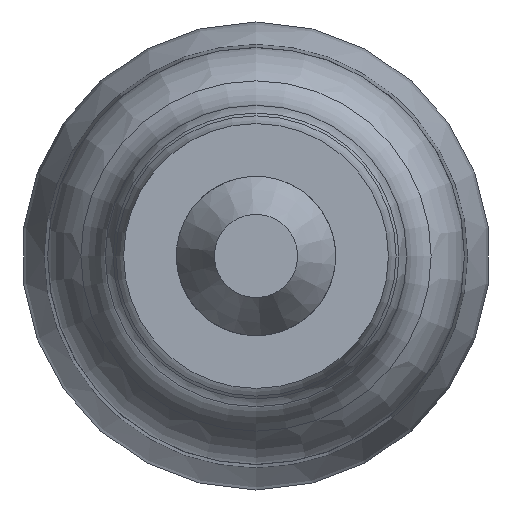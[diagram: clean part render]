
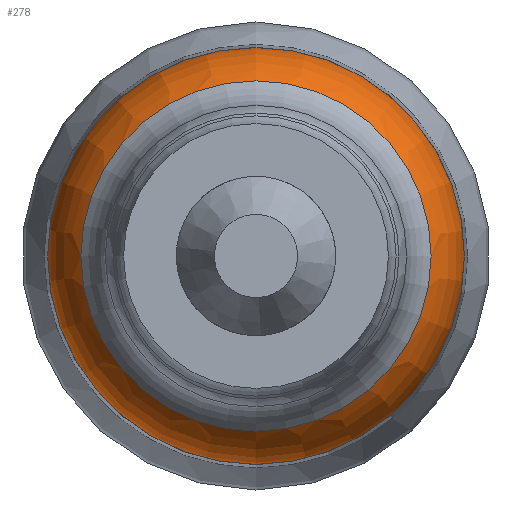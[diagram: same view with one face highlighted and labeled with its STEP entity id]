
A CAD part, left-side view. The second image highlights one B-rep face of the part: STEP entity #278.
In plain terms, the highlighted toroidal (fillet/blend) face has major radius 0.343 mm and minor radius 0.483 mm.
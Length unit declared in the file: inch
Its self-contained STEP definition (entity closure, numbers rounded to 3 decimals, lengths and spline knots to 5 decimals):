
#5 = EDGE_LOOP ( 'NONE', ( #191 ) ) ;
#39 = ORIENTED_EDGE ( 'NONE', *, *, #291, .T. ) ;
#53 = CIRCLE ( 'NONE', #284, 0.0325 ) ;
#54 = FACE_OUTER_BOUND ( 'NONE', #164, .T. ) ;
#56 = FACE_OUTER_BOUND ( 'NONE', #5, .T. ) ;
#85 = CIRCLE ( 'NONE', #133, 0.02732 ) ;
#88 = DIRECTION ( 'NONE',  ( -1., 0., 0. ) ) ;
#113 = DIRECTION ( 'NONE',  ( 0., 0., 1. ) ) ;
#114 = DIRECTION ( 'NONE',  ( 0., 0., 1. ) ) ;
#133 = AXIS2_PLACEMENT_3D ( 'NONE', #269, #386, #330 ) ;
#145 = CARTESIAN_POINT ( 'NONE',  ( 0.11465, 0., 0. ) ) ;
#147 = VERTEX_POINT ( 'NONE', #273 ) ;
#164 = EDGE_LOOP ( 'NONE', ( #39 ) ) ;
#177 = TOROIDAL_SURFACE ( 'NONE', #206, 0.0135, 0.019 ) ;
#188 = VERTEX_POINT ( 'NONE', #365 ) ;
#191 = ORIENTED_EDGE ( 'NONE', *, *, #251, .F. ) ;
#204 = CARTESIAN_POINT ( 'NONE',  ( 0.11463, 0., 0. ) ) ;
#206 = AXIS2_PLACEMENT_3D ( 'NONE', #145, #358, #114 ) ;
#251 = EDGE_CURVE ( 'NONE', #188, #188, #85, .T. ) ;
#269 = CARTESIAN_POINT ( 'NONE',  ( 0.10161, 0., 0. ) ) ;
#273 = CARTESIAN_POINT ( 'NONE',  ( 0.11463, 0., 0.0325 ) ) ;
#278 = ADVANCED_FACE ( 'NONE', ( #54, #56 ), #177, .T. ) ;
#284 = AXIS2_PLACEMENT_3D ( 'NONE', #204, #88, #113 ) ;
#291 = EDGE_CURVE ( 'NONE', #147, #147, #53, .T. ) ;
#330 = DIRECTION ( 'NONE',  ( 0., 0., 1. ) ) ;
#358 = DIRECTION ( 'NONE',  ( -1., 0., 0. ) ) ;
#365 = CARTESIAN_POINT ( 'NONE',  ( 0.10161, 0., 0.02732 ) ) ;
#386 = DIRECTION ( 'NONE',  ( -1., 0., 0. ) ) ;
